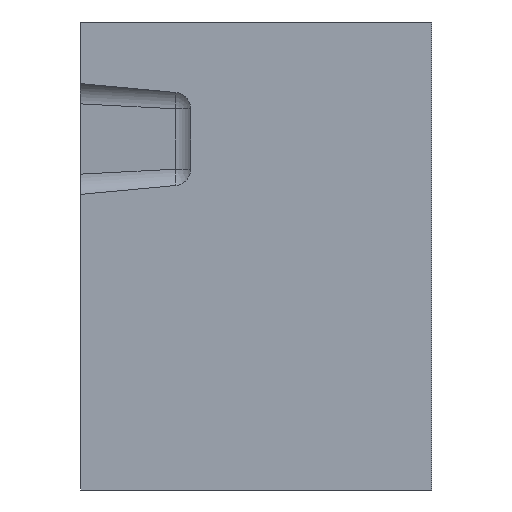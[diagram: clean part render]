
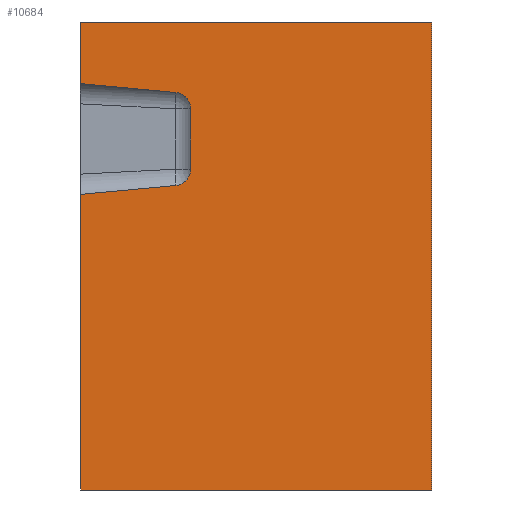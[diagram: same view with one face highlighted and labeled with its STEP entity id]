
A CAD part, left-side view. The second image highlights one B-rep face of the part: STEP entity #10684.
In plain terms, the highlighted planar face has unit normal (-1, 0, 0).
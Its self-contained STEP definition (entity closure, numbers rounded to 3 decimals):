
#116 = VECTOR ( 'NONE', #4463, 1000. ) ;
#392 = CIRCLE ( 'NONE', #4873, 0.141 ) ;
#490 = DIRECTION ( 'NONE',  ( 0., 1., 0. ) ) ;
#593 = DIRECTION ( 'NONE',  ( 0., 0., -1. ) ) ;
#832 = EDGE_CURVE ( 'NONE', #1625, #7287, #10939, .T. ) ;
#1448 = CARTESIAN_POINT ( 'NONE',  ( -1.198, 1.855, -0.243 ) ) ;
#1511 = LINE ( 'NONE', #3417, #8748 ) ;
#1515 = DIRECTION ( 'NONE',  ( -1., 0., 0. ) ) ;
#1625 = VERTEX_POINT ( 'NONE', #5492 ) ;
#1671 = CARTESIAN_POINT ( 'NONE',  ( -1.198, 2.428, 0.653 ) ) ;
#1944 = ORIENTED_EDGE ( 'NONE', *, *, #12040, .F. ) ;
#1994 = VERTEX_POINT ( 'NONE', #5140 ) ;
#2181 = ORIENTED_EDGE ( 'NONE', *, *, #7691, .F. ) ;
#2362 = CARTESIAN_POINT ( 'NONE',  ( -1.198, 1.487, 0.438 ) ) ;
#2424 = ORIENTED_EDGE ( 'NONE', *, *, #12056, .F. ) ;
#2672 = EDGE_CURVE ( 'NONE', #1994, #5255, #6691, .T. ) ;
#2938 = LINE ( 'NONE', #3485, #116 ) ;
#3010 = AXIS2_PLACEMENT_3D ( 'NONE', #11917, #6254, #593 ) ;
#3264 = CARTESIAN_POINT ( 'NONE',  ( -1.198, 1.613, 0.578 ) ) ;
#3287 = VECTOR ( 'NONE', #490, 1000. ) ;
#3417 = CARTESIAN_POINT ( 'NONE',  ( -1.198, 1.487, 1.18 ) ) ;
#3485 = CARTESIAN_POINT ( 'NONE',  ( -1.198, 2.428, 1.18 ) ) ;
#3618 = CARTESIAN_POINT ( 'NONE',  ( -1.198, 2.129, 0.629 ) ) ;
#3737 = CARTESIAN_POINT ( 'NONE',  ( -1.198, 2.428, 1.18 ) ) ;
#3829 = ORIENTED_EDGE ( 'NONE', *, *, #4443, .T. ) ;
#3874 = CARTESIAN_POINT ( 'NONE',  ( -1.198, 1.613, -0.218 ) ) ;
#3911 = VERTEX_POINT ( 'NONE', #5121 ) ;
#4121 =( BOUNDED_CURVE ( )  B_SPLINE_CURVE ( 3, ( #6417, #7370, #3618, #10219 ),
 .UNSPECIFIED., .F., .F. ) 
 B_SPLINE_CURVE_WITH_KNOTS ( ( 4, 4 ),
 ( 0.778, 1.049 ),
 .UNSPECIFIED. ) 
 CURVE ( )  GEOMETRIC_REPRESENTATION_ITEM ( )  RATIONAL_B_SPLINE_CURVE ( ( 1., 0.994, 0.994, 1. ) ) 
 REPRESENTATION_ITEM ( '' )  );
#4176 = AXIS2_PLACEMENT_3D ( 'NONE', #8152, #11017, #5351 ) ;
#4179 = VECTOR ( 'NONE', #4667, 1000. ) ;
#4400 = PLANE ( 'NONE',  #4176 ) ;
#4407 = VERTEX_POINT ( 'NONE', #2362 ) ;
#4443 = EDGE_CURVE ( 'NONE', #3911, #5295, #8590, .T. ) ;
#4463 = DIRECTION ( 'NONE',  ( 0., 0., -1. ) ) ;
#4628 = CARTESIAN_POINT ( 'NONE',  ( -1.198, 2.428, -2.82 ) ) ;
#4667 = DIRECTION ( 'NONE',  ( 0., 0., -1. ) ) ;
#4769 = ORIENTED_EDGE ( 'NONE', *, *, #10052, .F. ) ;
#4790 = VERTEX_POINT ( 'NONE', #10707 ) ;
#4873 = AXIS2_PLACEMENT_3D ( 'NONE', #7192, #1515, #8130 ) ;
#4978 = ORIENTED_EDGE ( 'NONE', *, *, #9615, .T. ) ;
#5043 = VERTEX_POINT ( 'NONE', #1671 ) ;
#5098 = ORIENTED_EDGE ( 'NONE', *, *, #2672, .F. ) ;
#5121 = CARTESIAN_POINT ( 'NONE',  ( -1.198, -0.572, 1.18 ) ) ;
#5140 = CARTESIAN_POINT ( 'NONE',  ( -1.198, 2.428, -0.293 ) ) ;
#5239 = CARTESIAN_POINT ( 'NONE',  ( -1.198, 2.428, 1.18 ) ) ;
#5248 = FACE_OUTER_BOUND ( 'NONE', #9840, .T. ) ;
#5255 = VERTEX_POINT ( 'NONE', #3874 ) ;
#5295 = VERTEX_POINT ( 'NONE', #7709 ) ;
#5351 = DIRECTION ( 'NONE',  ( 0., 0., -1. ) ) ;
#5492 = CARTESIAN_POINT ( 'NONE',  ( -1.198, -0.572, -2.82 ) ) ;
#5589 = LINE ( 'NONE', #10956, #8084 ) ;
#5690 = CARTESIAN_POINT ( 'NONE',  ( -1.198, 2.428, -2.82 ) ) ;
#5922 = VECTOR ( 'NONE', #8646, 1000. ) ;
#6169 = CARTESIAN_POINT ( 'NONE',  ( -1.198, 2.428, -0.293 ) ) ;
#6244 = DIRECTION ( 'NONE',  ( 0., 0., -1. ) ) ;
#6254 = DIRECTION ( 'NONE',  ( -1., 0., 0. ) ) ;
#6417 = CARTESIAN_POINT ( 'NONE',  ( -1.198, 1.613, 0.578 ) ) ;
#6691 =( BOUNDED_CURVE ( )  B_SPLINE_CURVE ( 3, ( #6169, #11828, #1448, #8051 ),
 .UNSPECIFIED., .F., .F. ) 
 B_SPLINE_CURVE_WITH_KNOTS ( ( 4, 4 ),
 ( 5.234, 5.505 ),
 .UNSPECIFIED. ) 
 CURVE ( )  GEOMETRIC_REPRESENTATION_ITEM ( )  RATIONAL_B_SPLINE_CURVE ( ( 1., 0.994, 0.994, 1. ) ) 
 REPRESENTATION_ITEM ( '' )  );
#6822 = ORIENTED_EDGE ( 'NONE', *, *, #12228, .T. ) ;
#6842 = CIRCLE ( 'NONE', #3010, 0.141 ) ;
#7192 = CARTESIAN_POINT ( 'NONE',  ( -1.198, 1.628, 0.438 ) ) ;
#7221 = EDGE_CURVE ( 'NONE', #8842, #5043, #4121, .T. ) ;
#7287 = VERTEX_POINT ( 'NONE', #4628 ) ;
#7370 = CARTESIAN_POINT ( 'NONE',  ( -1.198, 1.855, 0.603 ) ) ;
#7691 = EDGE_CURVE ( 'NONE', #3911, #1625, #5589, .T. ) ;
#7709 = CARTESIAN_POINT ( 'NONE',  ( -1.198, 2.428, 1.18 ) ) ;
#8051 = CARTESIAN_POINT ( 'NONE',  ( -1.198, 1.613, -0.218 ) ) ;
#8084 = VECTOR ( 'NONE', #6244, 1000. ) ;
#8130 = DIRECTION ( 'NONE',  ( 0., 1., 0. ) ) ;
#8152 = CARTESIAN_POINT ( 'NONE',  ( -1.198, 2.428, 1.18 ) ) ;
#8590 = LINE ( 'NONE', #5239, #3287 ) ;
#8646 = DIRECTION ( 'NONE',  ( 0., 1., 0. ) ) ;
#8748 = VECTOR ( 'NONE', #10013, 1000. ) ;
#8842 = VERTEX_POINT ( 'NONE', #3264 ) ;
#9159 = ORIENTED_EDGE ( 'NONE', *, *, #7221, .F. ) ;
#9615 = EDGE_CURVE ( 'NONE', #1994, #7287, #2938, .T. ) ;
#9840 = EDGE_LOOP ( 'NONE', ( #1944, #5098, #4978, #12034, #2181, #3829, #6822, #9159, #4769, #2424 ) ) ;
#10013 = DIRECTION ( 'NONE',  ( 0., 0., 1. ) ) ;
#10052 = EDGE_CURVE ( 'NONE', #4407, #8842, #392, .T. ) ;
#10219 = CARTESIAN_POINT ( 'NONE',  ( -1.198, 2.428, 0.653 ) ) ;
#10684 = ADVANCED_FACE ( 'NONE', ( #5248 ), #4400, .F. ) ;
#10707 = CARTESIAN_POINT ( 'NONE',  ( -1.198, 1.487, -0.078 ) ) ;
#10939 = LINE ( 'NONE', #5690, #5922 ) ;
#10956 = CARTESIAN_POINT ( 'NONE',  ( -1.198, -0.572, 1.18 ) ) ;
#11017 = DIRECTION ( 'NONE',  ( 1., 0., 0. ) ) ;
#11714 = LINE ( 'NONE', #3737, #4179 ) ;
#11828 = CARTESIAN_POINT ( 'NONE',  ( -1.198, 2.129, -0.269 ) ) ;
#11917 = CARTESIAN_POINT ( 'NONE',  ( -1.198, 1.628, -0.078 ) ) ;
#12034 = ORIENTED_EDGE ( 'NONE', *, *, #832, .F. ) ;
#12040 = EDGE_CURVE ( 'NONE', #5255, #4790, #6842, .T. ) ;
#12056 = EDGE_CURVE ( 'NONE', #4790, #4407, #1511, .T. ) ;
#12228 = EDGE_CURVE ( 'NONE', #5295, #5043, #11714, .T. ) ;
